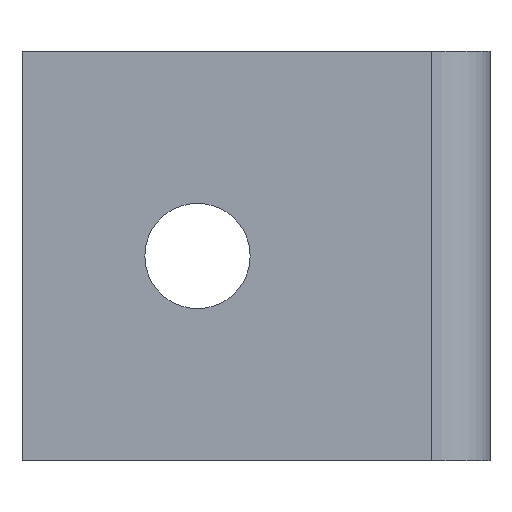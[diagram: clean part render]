
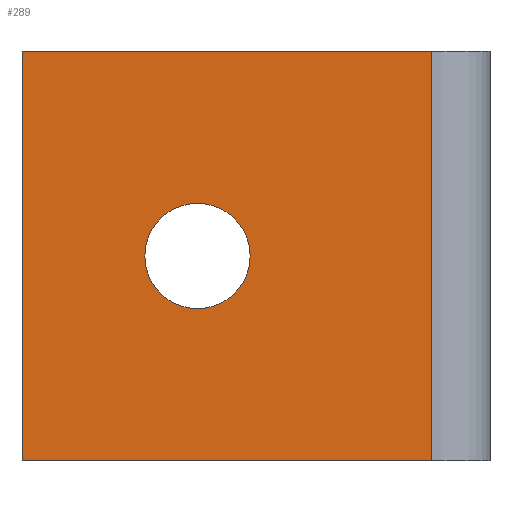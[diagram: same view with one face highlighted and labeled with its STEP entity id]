
A CAD part, left-side view. The second image highlights one B-rep face of the part: STEP entity #289.
In plain terms, the highlighted planar face has unit normal (-1, 0, 0).
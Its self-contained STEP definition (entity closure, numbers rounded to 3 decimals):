
#23=PLANE('',#316);
#38=LINE('',#448,#66);
#43=LINE('',#460,#71);
#47=LINE('',#467,#75);
#52=LINE('',#476,#80);
#66=VECTOR('',#367,35.);
#71=VECTOR('',#378,35.);
#75=VECTOR('',#384,35.);
#80=VECTOR('',#395,35.);
#85=FACE_BOUND('',#119,.T.);
#99=FACE_OUTER_BOUND('',#118,.T.);
#118=EDGE_LOOP('',(#258,#259,#260,#261));
#119=EDGE_LOOP('',(#262));
#121=CIRCLE('',#294,4.5);
#131=VERTEX_POINT('',#400);
#148=VERTEX_POINT('',#445);
#149=VERTEX_POINT('',#447);
#153=VERTEX_POINT('',#459);
#155=VERTEX_POINT('',#466);
#157=EDGE_CURVE('',#131,#131,#121,.T.);
#179=EDGE_CURVE('',#148,#149,#38,.T.);
#185=EDGE_CURVE('',#149,#153,#43,.T.);
#189=EDGE_CURVE('',#155,#153,#47,.T.);
#194=EDGE_CURVE('',#155,#148,#52,.T.);
#258=ORIENTED_EDGE('',*,*,#179,.F.);
#259=ORIENTED_EDGE('',*,*,#194,.F.);
#260=ORIENTED_EDGE('',*,*,#189,.T.);
#261=ORIENTED_EDGE('',*,*,#185,.F.);
#262=ORIENTED_EDGE('',*,*,#157,.T.);
#289=ADVANCED_FACE('',(#99,#85),#23,.T.);
#294=AXIS2_PLACEMENT_3D('',#401,#322,#323);
#316=AXIS2_PLACEMENT_3D('',#475,#393,#394);
#322=DIRECTION('center_axis',(1.,0.,0.));
#323=DIRECTION('ref_axis',(0.,0.,1.));
#367=DIRECTION('',(0.,0.,-1.));
#378=DIRECTION('',(0.,1.,0.));
#384=DIRECTION('',(0.,0.,-1.));
#393=DIRECTION('center_axis',(-1.,0.,0.));
#394=DIRECTION('ref_axis',(0.,-1.,0.));
#395=DIRECTION('',(0.,-1.,0.));
#400=CARTESIAN_POINT('',(0.,25.,-4.5));
#401=CARTESIAN_POINT('Origin',(0.,25.,0.));
#445=CARTESIAN_POINT('',(0.,5.,17.5));
#447=CARTESIAN_POINT('',(0.,5.,-17.5));
#448=CARTESIAN_POINT('',(0.,5.,0.));
#459=CARTESIAN_POINT('',(0.,40.,-17.5));
#460=CARTESIAN_POINT('',(0.,0.,-17.5));
#466=CARTESIAN_POINT('',(0.,40.,17.5));
#467=CARTESIAN_POINT('',(0.,40.,0.));
#475=CARTESIAN_POINT('Origin',(0.,40.,0.));
#476=CARTESIAN_POINT('',(0.,0.,17.5));
